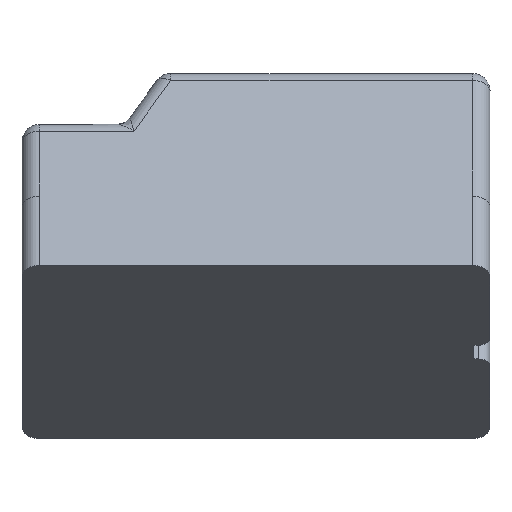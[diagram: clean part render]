
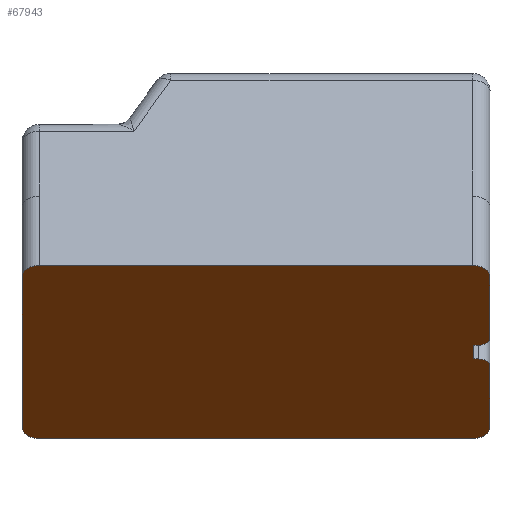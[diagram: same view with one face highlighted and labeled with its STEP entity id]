
A CAD part, left-side view. The second image highlights one B-rep face of the part: STEP entity #67943.
In plain terms, the highlighted planar face has unit normal (-0.599, 0, -0.801).
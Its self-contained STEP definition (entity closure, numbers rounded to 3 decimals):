
#7444=LINE('',#119379,#13830);
#7462=LINE('',#119438,#13848);
#7467=LINE('',#119452,#13853);
#7468=LINE('',#119455,#13854);
#7469=LINE('',#119459,#13855);
#7470=LINE('',#119462,#13856);
#7471=LINE('',#119466,#13857);
#7472=LINE('',#119469,#13858);
#13830=VECTOR('',#88835,2.);
#13848=VECTOR('',#88905,37.5);
#13853=VECTOR('',#88924,0.4);
#13854=VECTOR('',#88927,9.);
#13855=VECTOR('',#88930,37.5);
#13856=VECTOR('',#88933,22.);
#13857=VECTOR('',#88936,9.);
#13858=VECTOR('',#88939,0.4);
#16536=PLANE('',#73186);
#20223=FACE_OUTER_BOUND('',#24166,.T.);
#24166=EDGE_LOOP('',(#59365,#59366,#59367,#59368,#59369,#59370,#59371,#59372,
#59373,#59374,#59375,#59376,#59377,#59378));
#26643=CIRCLE('',#73177,1.5);
#26644=CIRCLE('',#73184,1.);
#26645=CIRCLE('',#73187,1.5);
#26646=CIRCLE('',#73188,1.5);
#26647=CIRCLE('',#73189,1.5);
#26648=CIRCLE('',#73190,1.);
#32448=VERTEX_POINT('',#119376);
#32449=VERTEX_POINT('',#119378);
#32462=VERTEX_POINT('',#119430);
#32463=VERTEX_POINT('',#119432);
#32464=VERTEX_POINT('',#119436);
#32465=VERTEX_POINT('',#119446);
#32466=VERTEX_POINT('',#119448);
#32467=VERTEX_POINT('',#119454);
#32468=VERTEX_POINT('',#119456);
#32469=VERTEX_POINT('',#119458);
#32470=VERTEX_POINT('',#119460);
#32471=VERTEX_POINT('',#119463);
#32472=VERTEX_POINT('',#119465);
#32473=VERTEX_POINT('',#119467);
#41597=EDGE_CURVE('',#32449,#32448,#7444,.T.);
#41621=EDGE_CURVE('',#32463,#32462,#26643,.T.);
#41624=EDGE_CURVE('',#32462,#32464,#7462,.T.);
#41628=EDGE_CURVE('',#32465,#32466,#26644,.T.);
#41630=EDGE_CURVE('',#32448,#32466,#7467,.T.);
#41631=EDGE_CURVE('',#32465,#32467,#7468,.T.);
#41632=EDGE_CURVE('',#32467,#32468,#26645,.T.);
#41633=EDGE_CURVE('',#32468,#32469,#7469,.T.);
#41634=EDGE_CURVE('',#32469,#32470,#26646,.T.);
#41635=EDGE_CURVE('',#32470,#32463,#7470,.T.);
#41636=EDGE_CURVE('',#32464,#32471,#26647,.T.);
#41637=EDGE_CURVE('',#32471,#32472,#7471,.T.);
#41638=EDGE_CURVE('',#32473,#32472,#26648,.T.);
#41639=EDGE_CURVE('',#32473,#32449,#7472,.T.);
#59365=ORIENTED_EDGE('',*,*,#41628,.F.);
#59366=ORIENTED_EDGE('',*,*,#41631,.T.);
#59367=ORIENTED_EDGE('',*,*,#41632,.T.);
#59368=ORIENTED_EDGE('',*,*,#41633,.T.);
#59369=ORIENTED_EDGE('',*,*,#41634,.T.);
#59370=ORIENTED_EDGE('',*,*,#41635,.T.);
#59371=ORIENTED_EDGE('',*,*,#41621,.T.);
#59372=ORIENTED_EDGE('',*,*,#41624,.T.);
#59373=ORIENTED_EDGE('',*,*,#41636,.T.);
#59374=ORIENTED_EDGE('',*,*,#41637,.T.);
#59375=ORIENTED_EDGE('',*,*,#41638,.F.);
#59376=ORIENTED_EDGE('',*,*,#41639,.T.);
#59377=ORIENTED_EDGE('',*,*,#41597,.T.);
#59378=ORIENTED_EDGE('',*,*,#41630,.T.);
#67943=ADVANCED_FACE('',(#20223),#16536,.F.);
#73177=AXIS2_PLACEMENT_3D('',#119433,#88899,#88900);
#73184=AXIS2_PLACEMENT_3D('',#119449,#88919,#88920);
#73186=AXIS2_PLACEMENT_3D('',#119453,#88925,#88926);
#73187=AXIS2_PLACEMENT_3D('',#119457,#88928,#88929);
#73188=AXIS2_PLACEMENT_3D('',#119461,#88931,#88932);
#73189=AXIS2_PLACEMENT_3D('',#119464,#88934,#88935);
#73190=AXIS2_PLACEMENT_3D('',#119468,#88937,#88938);
#88835=DIRECTION('',(-0.801,0.,0.599));
#88899=DIRECTION('center_axis',(-0.599,0.,
-0.801));
#88900=DIRECTION('ref_axis',(-0.801,0.,0.599));
#88905=DIRECTION('',(0.,-1.,0.));
#88919=DIRECTION('center_axis',(0.599,0.,
0.801));
#88920=DIRECTION('ref_axis',(0.566,-0.707,-0.423));
#88924=DIRECTION('',(0.,-1.,0.));
#88925=DIRECTION('center_axis',(0.599,0.,
0.801));
#88926=DIRECTION('ref_axis',(0.801,0.,-0.599));
#88927=DIRECTION('',(-0.801,0.,0.599));
#88928=DIRECTION('center_axis',(-0.599,0.,
-0.801));
#88929=DIRECTION('ref_axis',(0.801,0.,-0.599));
#88930=DIRECTION('',(0.,1.,0.));
#88931=DIRECTION('center_axis',(-0.599,0.,
-0.801));
#88932=DIRECTION('ref_axis',(0.,-1.,0.));
#88933=DIRECTION('',(0.801,0.,-0.599));
#88934=DIRECTION('center_axis',(-0.599,0.,
-0.801));
#88935=DIRECTION('ref_axis',(0.,1.,0.));
#88936=DIRECTION('',(-0.801,0.,0.599));
#88937=DIRECTION('center_axis',(0.599,0.,
0.801));
#88938=DIRECTION('ref_axis',(-0.566,-0.707,0.423));
#88939=DIRECTION('',(0.,1.,0.));
#119376=CARTESIAN_POINT('',(-35.581,-29.063,-2.488));
#119378=CARTESIAN_POINT('',(-33.978,-29.063,-3.685));
#119379=CARTESIAN_POINT('',(-34.379,-29.063,-3.386));
#119430=CARTESIAN_POINT('',(-24.766,8.537,-10.568));
#119432=CARTESIAN_POINT('',(-25.967,10.037,-9.67));
#119433=CARTESIAN_POINT('Origin',(-25.967,8.537,-9.67));
#119436=CARTESIAN_POINT('',(-24.766,-28.963,-10.568));
#119438=CARTESIAN_POINT('',(-24.766,8.537,-10.568));
#119446=CARTESIAN_POINT('',(-36.382,-30.463,-1.889));
#119448=CARTESIAN_POINT('',(-35.581,-29.463,-2.488));
#119449=CARTESIAN_POINT('Origin',(-36.382,-29.463,-1.889));
#119452=CARTESIAN_POINT('',(-35.581,-19.638,-2.488));
#119453=CARTESIAN_POINT('Origin',(-34.779,-10.213,-3.086));
#119454=CARTESIAN_POINT('',(-43.592,-30.463,3.497));
#119455=CARTESIAN_POINT('',(-25.967,-30.463,-9.67));
#119456=CARTESIAN_POINT('',(-44.793,-28.963,4.395));
#119457=CARTESIAN_POINT('Origin',(-43.592,-28.963,3.497));
#119458=CARTESIAN_POINT('',(-44.793,8.537,4.395));
#119459=CARTESIAN_POINT('',(-44.793,-28.963,4.395));
#119460=CARTESIAN_POINT('',(-43.592,10.037,3.497));
#119461=CARTESIAN_POINT('Origin',(-43.592,8.537,3.497));
#119462=CARTESIAN_POINT('',(-43.592,10.037,3.497));
#119463=CARTESIAN_POINT('',(-25.967,-30.463,-9.67));
#119464=CARTESIAN_POINT('Origin',(-25.967,-28.963,-9.67));
#119465=CARTESIAN_POINT('',(-33.177,-30.463,-4.284));
#119466=CARTESIAN_POINT('',(-25.967,-30.463,-9.67));
#119467=CARTESIAN_POINT('',(-33.978,-29.463,-3.685));
#119468=CARTESIAN_POINT('Origin',(-33.177,-29.463,-4.284));
#119469=CARTESIAN_POINT('',(-33.978,-20.338,-3.685));
